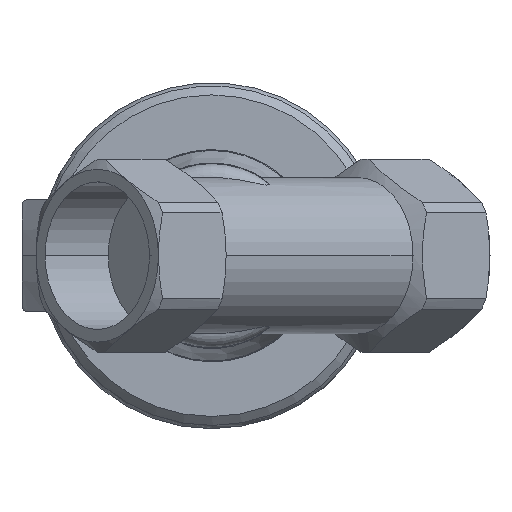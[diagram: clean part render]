
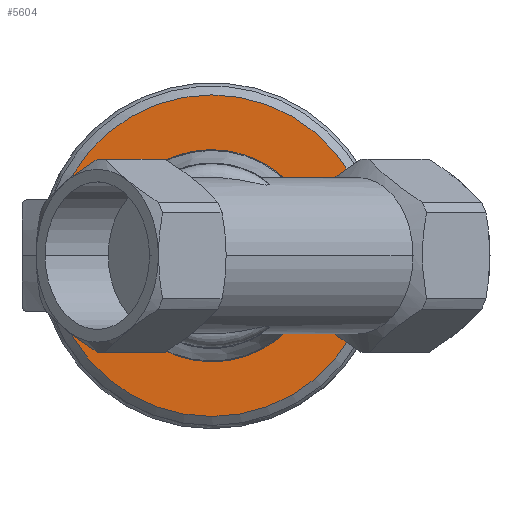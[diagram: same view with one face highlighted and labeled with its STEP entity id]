
A CAD part, front view. The second image highlights one B-rep face of the part: STEP entity #5604.
In plain terms, the highlighted planar face has unit normal (0, -1, 0).
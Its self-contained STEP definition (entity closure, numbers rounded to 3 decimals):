
#75 = DIRECTION ( 'NONE',  ( 0., -1., 0. ) ) ;
#442 = EDGE_CURVE ( 'NONE', #1624, #2735, #4063, .T. ) ;
#613 = CARTESIAN_POINT ( 'NONE',  ( -99.207, 3.342, 0. ) ) ;
#639 = CARTESIAN_POINT ( 'NONE',  ( -41.58, 3.342, 0. ) ) ;
#843 = AXIS2_PLACEMENT_3D ( 'NONE', #3121, #3143, #3171 ) ;
#1041 = EDGE_CURVE ( 'NONE', #4754, #4302, #1242, .T. ) ;
#1242 = CIRCLE ( 'NONE', #3606, 13.5 ) ;
#1624 = VERTEX_POINT ( 'NONE', #639 ) ;
#1872 = EDGE_CURVE ( 'NONE', #2735, #1624, #4896, .T. ) ;
#2386 = CARTESIAN_POINT ( 'NONE',  ( -70.393, 3.342, 0. ) ) ;
#2393 = ORIENTED_EDGE ( 'NONE', *, *, #1041, .T. ) ;
#2611 = CARTESIAN_POINT ( 'NONE',  ( -83.893, 3.342, 0. ) ) ;
#2717 = EDGE_LOOP ( 'NONE', ( #3902, #2393 ) ) ;
#2735 = VERTEX_POINT ( 'NONE', #613 ) ;
#2773 = FACE_BOUND ( 'NONE', #2717, .T. ) ;
#2880 = CIRCLE ( 'NONE', #5286, 13.5 ) ;
#2899 = DIRECTION ( 'NONE',  ( 1., 0., 0. ) ) ;
#3025 = FACE_OUTER_BOUND ( 'NONE', #3446, .T. ) ;
#3121 = CARTESIAN_POINT ( 'NONE',  ( -70.393, 3.342, 0. ) ) ;
#3143 = DIRECTION ( 'NONE',  ( 0., 1., 0. ) ) ;
#3151 = CARTESIAN_POINT ( 'NONE',  ( -70.393, 3.342, 0. ) ) ;
#3171 = DIRECTION ( 'NONE',  ( -1., 0., 0. ) ) ;
#3188 = DIRECTION ( 'NONE',  ( 0., 1., 0. ) ) ;
#3194 = DIRECTION ( 'NONE',  ( -1., 0., 0. ) ) ;
#3355 = ORIENTED_EDGE ( 'NONE', *, *, #442, .F. ) ;
#3446 = EDGE_LOOP ( 'NONE', ( #6248, #3355 ) ) ;
#3568 = AXIS2_PLACEMENT_3D ( 'NONE', #3151, #3188, #3194 ) ;
#3575 = DIRECTION ( 'NONE',  ( 1., 0., 0. ) ) ;
#3606 = AXIS2_PLACEMENT_3D ( 'NONE', #3987, #4010, #4079 ) ;
#3722 = CARTESIAN_POINT ( 'NONE',  ( -56.893, 3.342, 0. ) ) ;
#3902 = ORIENTED_EDGE ( 'NONE', *, *, #5880, .T. ) ;
#3987 = CARTESIAN_POINT ( 'NONE',  ( -70.393, 3.342, 0. ) ) ;
#4010 = DIRECTION ( 'NONE',  ( 0., 1., 0. ) ) ;
#4057 = AXIS2_PLACEMENT_3D ( 'NONE', #6091, #75, #3575 ) ;
#4063 = CIRCLE ( 'NONE', #843, 28.813 ) ;
#4079 = DIRECTION ( 'NONE',  ( 1., 0., 0. ) ) ;
#4302 = VERTEX_POINT ( 'NONE', #3722 ) ;
#4754 = VERTEX_POINT ( 'NONE', #2611 ) ;
#4896 = CIRCLE ( 'NONE', #3568, 28.813 ) ;
#5045 = PLANE ( 'NONE',  #4057 ) ;
#5286 = AXIS2_PLACEMENT_3D ( 'NONE', #2386, #5911, #2899 ) ;
#5604 = ADVANCED_FACE ( 'NONE', ( #3025, #2773 ), #5045, .T. ) ;
#5880 = EDGE_CURVE ( 'NONE', #4302, #4754, #2880, .T. ) ;
#5911 = DIRECTION ( 'NONE',  ( 0., 1., 0. ) ) ;
#6091 = CARTESIAN_POINT ( 'NONE',  ( -70.393, 3.342, 15.5 ) ) ;
#6248 = ORIENTED_EDGE ( 'NONE', *, *, #1872, .F. ) ;
